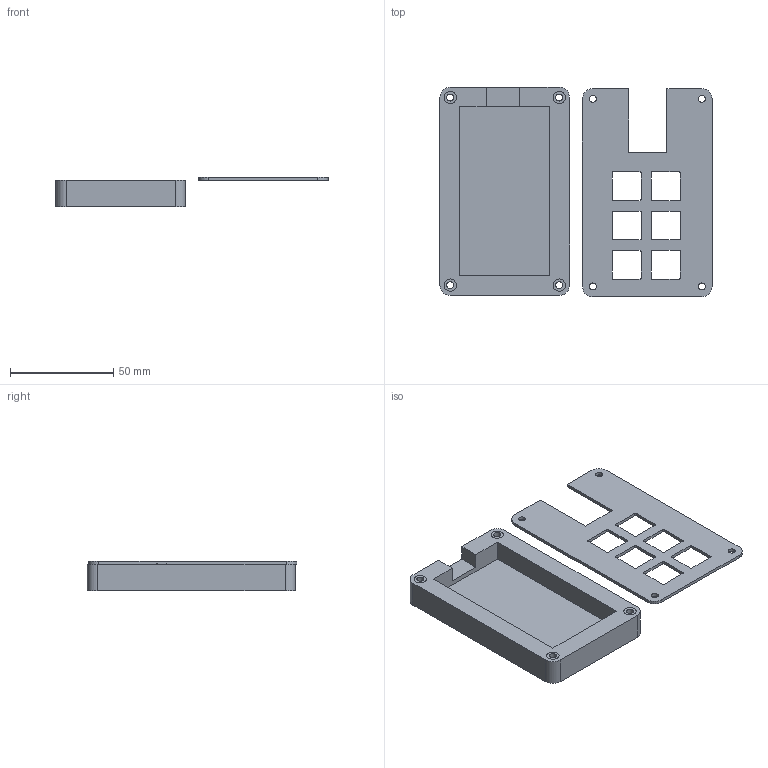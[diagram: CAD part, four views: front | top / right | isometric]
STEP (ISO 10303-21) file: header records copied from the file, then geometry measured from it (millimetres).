
FILE_DESCRIPTION(/* description */ ('STEP AP242 Edition 2','CAx-IF Rec.Pracs.---Representation and Presentation of Product Manufacturing Information (PMI)---4.0---2014-10-13','CAx-IF Rec.Pracs.---3D Tessellated Geometry---0.4---2014-09-14','2;1','CAx-IF Rec.Pracs.---User Defined Attributes---1.5---2016-08-15'),/* implementation_level */ '2;1');
FILE_NAME(/* name */ '694b0e7763b1035b0a3e91da',/* time_stamp */ '2025-12-23T21:49:47Z',/* author */ (''),/* organization */ (''),/* preprocessor_version */ 'ST-DEVELOPER v20',/* originating_system */ 'ONSHAPE BY PTC INC, 1.208',/* authorisation */ ' ');
FILE_SCHEMA (('AP242_MANAGED_MODEL_BASED_3D_ENGINEERING_MIM_LF { 1 0 10303 442 3 1 4 }'));
Length unit declared in the file: metre
Products named in the file (7): Assembly 1; Part 1; Part 4; Part 2; Part 5; Part 3
Assembly tree (6 placements, depth 2):
  Assembly 1
    Part 1
    Part 4
    Part 2
    Part 5
    Part 3
    Part 1
Bounding box: 131.97 x 101.61 x 14.5 mm (x, y, z)
Volume: 51197.8 mm3; surface area: 31648.1 mm2
Topology: 6 solids, 6 shells, 1548 faces, 4464 edges, 2976 vertices
Faces by surface type: cylinder 875, plane 412, bspline 261
Full cylindrical faces by diameter (mm): 3.4 x8, 6 x8
Entity records: 52669 total; most frequent: CARTESIAN_POINT 11850, ORIENTED_EDGE 8896, DIRECTION 8264, EDGE_CURVE 4448, AXIS2_PLACEMENT_3D 3044, VERTEX_POINT 2976, LINE 2176, VECTOR 2176
